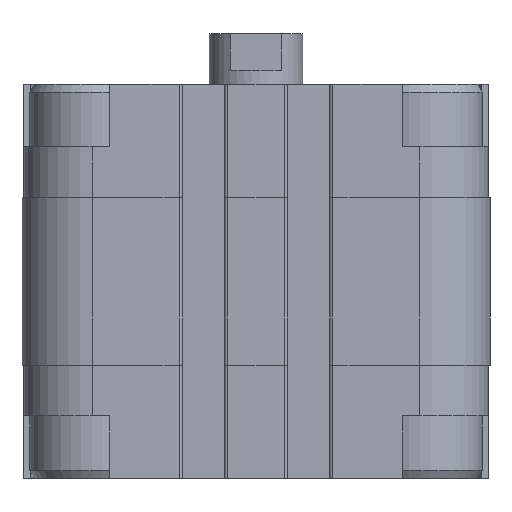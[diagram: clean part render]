
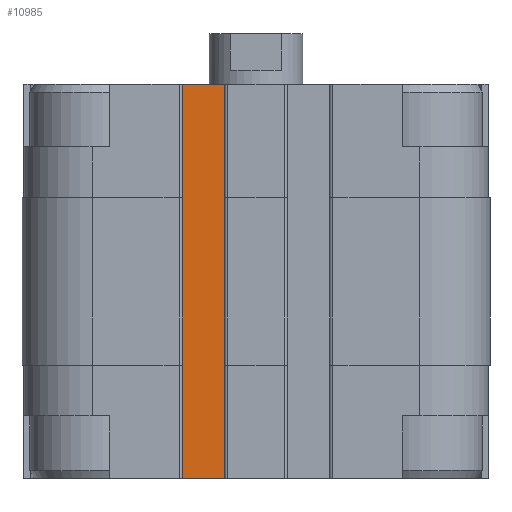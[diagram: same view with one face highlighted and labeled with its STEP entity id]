
A CAD part, front view. The second image highlights one B-rep face of the part: STEP entity #10985.
In plain terms, the highlighted face is planar.
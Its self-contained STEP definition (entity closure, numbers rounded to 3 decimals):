
#155=LINE('',#16560,#1191);
#384=LINE('',#17306,#1420);
#385=LINE('',#17308,#1421);
#386=LINE('',#17310,#1422);
#1191=VECTOR('',#12889,1000.);
#1420=VECTOR('',#13548,1000.);
#1421=VECTOR('',#13551,1000.);
#1422=VECTOR('',#13552,1000.);
#2184=PLANE('',#11840);
#3715=ORIENTED_EDGE('',*,*,#6446,.F.);
#3716=ORIENTED_EDGE('',*,*,#6815,.F.);
#3717=ORIENTED_EDGE('',*,*,#6816,.T.);
#3718=ORIENTED_EDGE('',*,*,#6817,.T.);
#6446=EDGE_CURVE('',#8059,#8060,#155,.T.);
#6815=EDGE_CURVE('',#8361,#8059,#384,.T.);
#6816=EDGE_CURVE('',#8361,#8362,#385,.T.);
#6817=EDGE_CURVE('',#8362,#8060,#386,.T.);
#8059=VERTEX_POINT('',#16559);
#8060=VERTEX_POINT('',#16561);
#8361=VERTEX_POINT('',#17305);
#8362=VERTEX_POINT('',#17309);
#9466=EDGE_LOOP('',(#3715,#3716,#3717,#3718));
#10216=FACE_BOUND('',#9466,.T.);
#10985=ADVANCED_FACE('',(#10216),#2184,.T.);
#11840=AXIS2_PLACEMENT_3D('',#17307,#13549,#13550);
#12889=DIRECTION('',(-1.,0.,0.));
#13548=DIRECTION('',(0.,0.,1.));
#13549=DIRECTION('',(0.,1.,0.));
#13550=DIRECTION('',(0.,0.,1.));
#13551=DIRECTION('',(-1.,0.,0.));
#13552=DIRECTION('',(0.,0.,1.));
#16559=CARTESIAN_POINT('',(9.75,25.,0.));
#16560=CARTESIAN_POINT('',(9.75,25.,0.));
#16561=CARTESIAN_POINT('',(3.75,25.,0.));
#17305=CARTESIAN_POINT('',(9.75,25.,-50.5));
#17306=CARTESIAN_POINT('',(9.75,25.,-14.5));
#17307=CARTESIAN_POINT('',(9.75,25.,-14.5));
#17308=CARTESIAN_POINT('',(9.75,25.,-50.5));
#17309=CARTESIAN_POINT('',(3.75,25.,-50.5));
#17310=CARTESIAN_POINT('',(3.75,25.,-14.5));
